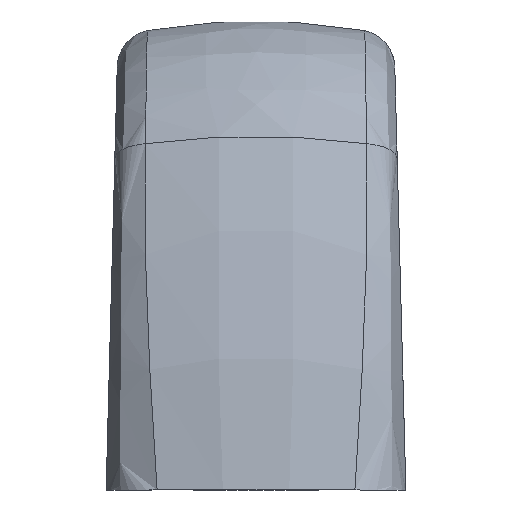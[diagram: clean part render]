
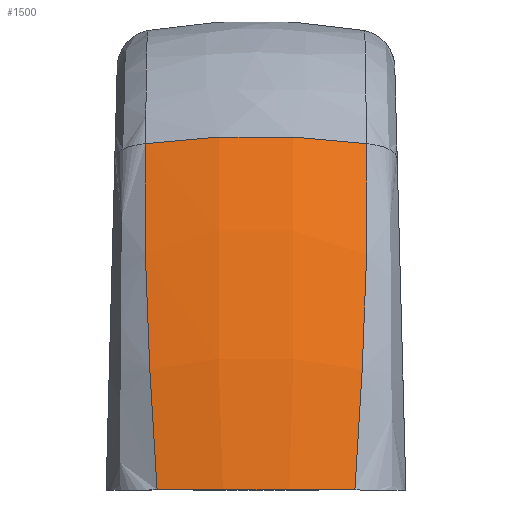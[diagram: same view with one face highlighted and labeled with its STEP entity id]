
A CAD part, left-side view. The second image highlights one B-rep face of the part: STEP entity #1500.
In plain terms, the highlighted free-form (B-spline) face has degree [3, 3] with [4, 6] control points.
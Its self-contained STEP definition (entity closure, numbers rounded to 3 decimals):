
#22=(
BOUNDED_SURFACE()
B_SPLINE_SURFACE(3,3,((#2127,#2128,#2129,#2130,#2131,#2132),(#2133,#2134,
#2135,#2136,#2137,#2138),(#2139,#2140,#2141,#2142,#2143,#2144),(#2145,#2146,
#2147,#2148,#2149,#2150)),.UNSPECIFIED.,.F.,.F.,.F.)
B_SPLINE_SURFACE_WITH_KNOTS((4,4),(4,2,4),(0.129,0.871),
(0.,0.5,0.695),.UNSPECIFIED.)
GEOMETRIC_REPRESENTATION_ITEM()
RATIONAL_B_SPLINE_SURFACE(((0.988,0.988,0.988,
0.988,0.988,0.988),(0.967,
0.967,0.967,0.967,0.967,0.967),
(0.967,0.967,0.967,0.967,
0.967,0.967),(0.988,0.988,
0.988,0.988,0.988,0.988)))
REPRESENTATION_ITEM('')
SURFACE()
);
#168=B_SPLINE_CURVE_WITH_KNOTS('',3,(#2154,#2155,#2156,#2157,#2158,#2159,
#2160,#2161,#2162,#2163,#2164,#2165,#2166,#2167,#2168,#2169,#2170,#2171,
#2172,#2173,#2174,#2175,#2176,#2177,#2178,#2179,#2180,#2181),
 .UNSPECIFIED.,.F.,.F.,(4,1,1,1,1,1,1,1,1,1,1,1,1,1,1,1,1,1,1,1,1,1,1,1,
1,4),(0.,0.063,0.125,0.188,0.219,0.234,0.25,0.266,0.281,0.313,
0.375,0.438,0.469,0.484,0.5,0.516,0.531,0.563,0.625,0.688,
0.719,0.75,0.781,0.813,0.875,1.),.UNSPECIFIED.);
#169=B_SPLINE_CURVE_WITH_KNOTS('',3,(#2183,#2184,#2185,#2186,#2187),
 .UNSPECIFIED.,.F.,.F.,(4,1,4),(0.002,0.011,
0.02),.UNSPECIFIED.);
#170=B_SPLINE_CURVE_WITH_KNOTS('',3,(#2189,#2190,#2191,#2192,#2193,#2194,
#2195,#2196,#2197,#2198,#2199,#2200,#2201,#2202,#2203,#2204,#2205,#2206,
#2207,#2208,#2209,#2210,#2211,#2212,#2213,#2214,#2215,#2216),
 .UNSPECIFIED.,.F.,.F.,(4,1,1,1,1,1,1,1,1,1,1,1,1,1,1,1,1,1,1,1,1,1,1,1,
1,4),(0.,0.125,0.188,0.219,0.25,0.281,0.313,0.375,0.438,0.469,
0.484,0.5,0.516,0.531,0.563,0.625,0.688,0.719,0.734,0.75,
0.766,0.781,0.813,0.875,0.938,1.),.UNSPECIFIED.);
#308=ORIENTED_EDGE('',*,*,#610,.T.);
#309=ORIENTED_EDGE('',*,*,#611,.T.);
#310=ORIENTED_EDGE('',*,*,#612,.T.);
#311=ORIENTED_EDGE('',*,*,#613,.T.);
#610=EDGE_CURVE('',#763,#764,#803,.T.);
#611=EDGE_CURVE('',#764,#765,#168,.T.);
#612=EDGE_CURVE('',#765,#766,#169,.T.);
#613=EDGE_CURVE('',#766,#763,#170,.T.);
#763=VERTEX_POINT('',#2152);
#764=VERTEX_POINT('',#2153);
#765=VERTEX_POINT('',#2182);
#766=VERTEX_POINT('',#2188);
#803=CIRCLE('',#1588,35.);
#849=EDGE_LOOP('',(#308,#309,#310,#311));
#928=FACE_BOUND('',#849,.T.);
#1500=ADVANCED_FACE('',(#928),#22,.T.);
#1588=AXIS2_PLACEMENT_3D('',#2151,#1709,#1710);
#1709=DIRECTION('',(0.,0.,1.));
#1710=DIRECTION('',(1.,0.,0.));
#2127=CARTESIAN_POINT('',(-54.415,8.645,0.));
#2128=CARTESIAN_POINT('',(-53.676,8.645,6.697));
#2129=CARTESIAN_POINT('',(-52.172,8.645,13.309));
#2130=CARTESIAN_POINT('',(-49.075,8.645,22.143));
#2131=CARTESIAN_POINT('',(-48.096,8.645,24.581));
#2132=CARTESIAN_POINT('',(-47.012,8.645,26.97));
#2133=CARTESIAN_POINT('',(-55.869,2.943,0.));
#2134=CARTESIAN_POINT('',(-55.13,2.943,6.807));
#2135=CARTESIAN_POINT('',(-53.613,2.943,13.529));
#2136=CARTESIAN_POINT('',(-50.481,2.943,22.512));
#2137=CARTESIAN_POINT('',(-49.491,2.943,24.991));
#2138=CARTESIAN_POINT('',(-48.394,2.943,27.422));
#2139=CARTESIAN_POINT('',(-55.869,-2.942,0.));
#2140=CARTESIAN_POINT('',(-55.13,-2.942,6.807));
#2141=CARTESIAN_POINT('',(-53.614,-2.942,13.529));
#2142=CARTESIAN_POINT('',(-50.481,-2.942,22.512));
#2143=CARTESIAN_POINT('',(-49.491,-2.942,24.991));
#2144=CARTESIAN_POINT('',(-48.394,-2.942,27.422));
#2145=CARTESIAN_POINT('',(-54.415,-8.645,0.));
#2146=CARTESIAN_POINT('',(-53.676,-8.645,6.697));
#2147=CARTESIAN_POINT('',(-52.172,-8.645,13.309));
#2148=CARTESIAN_POINT('',(-49.075,-8.645,22.143));
#2149=CARTESIAN_POINT('',(-48.096,-8.645,24.581));
#2150=CARTESIAN_POINT('',(-47.012,-8.645,26.97));
#2151=CARTESIAN_POINT('',(-20.5,0.,0.));
#2152=CARTESIAN_POINT('',(-54.667,7.59,0.));
#2153=CARTESIAN_POINT('',(-54.667,-7.59,0.));
#2154=CARTESIAN_POINT('',(-54.667,-7.59,0.));
#2155=CARTESIAN_POINT('',(-54.585,-7.633,0.654));
#2156=CARTESIAN_POINT('',(-54.413,-7.716,1.921));
#2157=CARTESIAN_POINT('',(-54.134,-7.828,3.695));
#2158=CARTESIAN_POINT('',(-53.889,-7.912,5.074));
#2159=CARTESIAN_POINT('',(-53.717,-7.966,5.976));
#2160=CARTESIAN_POINT('',(-53.616,-7.996,6.491));
#2161=CARTESIAN_POINT('',(-53.548,-8.016,6.826));
#2162=CARTESIAN_POINT('',(-53.446,-8.044,7.321));
#2163=CARTESIAN_POINT('',(-53.32,-8.077,7.916));
#2164=CARTESIAN_POINT('',(-53.09,-8.135,8.966));
#2165=CARTESIAN_POINT('',(-52.754,-8.209,10.398));
#2166=CARTESIAN_POINT('',(-52.405,-8.273,11.768));
#2167=CARTESIAN_POINT('',(-52.159,-8.313,12.684));
#2168=CARTESIAN_POINT('',(-52.016,-8.335,13.206));
#2169=CARTESIAN_POINT('',(-51.915,-8.35,13.566));
#2170=CARTESIAN_POINT('',(-51.785,-8.368,14.024));
#2171=CARTESIAN_POINT('',(-51.62,-8.389,14.595));
#2172=CARTESIAN_POINT('',(-51.322,-8.424,15.598));
#2173=CARTESIAN_POINT('',(-50.887,-8.466,16.991));
#2174=CARTESIAN_POINT('',(-50.44,-8.497,18.336));
#2175=CARTESIAN_POINT('',(-50.072,-8.516,19.399));
#2176=CARTESIAN_POINT('',(-49.806,-8.526,20.148));
#2177=CARTESIAN_POINT('',(-49.488,-8.535,21.019));
#2178=CARTESIAN_POINT('',(-49.075,-8.54,22.117));
#2179=CARTESIAN_POINT('',(-48.331,-8.536,24.019));
#2180=CARTESIAN_POINT('',(-47.677,-8.51,25.57));
#2181=CARTESIAN_POINT('',(-47.236,-8.482,26.574));
#2182=CARTESIAN_POINT('',(-47.236,-8.482,26.574));
#2183=CARTESIAN_POINT('',(-47.236,-8.482,26.574));
#2184=CARTESIAN_POINT('',(-47.821,-5.701,26.956));
#2185=CARTESIAN_POINT('',(-48.404,-0.009,27.349));
#2186=CARTESIAN_POINT('',(-47.822,5.699,26.956));
#2187=CARTESIAN_POINT('',(-47.236,8.482,26.574));
#2188=CARTESIAN_POINT('',(-47.236,8.482,26.574));
#2189=CARTESIAN_POINT('',(-47.236,8.482,26.574));
#2190=CARTESIAN_POINT('',(-47.679,8.51,25.567));
#2191=CARTESIAN_POINT('',(-48.334,8.537,24.013));
#2192=CARTESIAN_POINT('',(-49.078,8.54,22.11));
#2193=CARTESIAN_POINT('',(-49.49,8.535,21.012));
#2194=CARTESIAN_POINT('',(-49.809,8.526,20.14));
#2195=CARTESIAN_POINT('',(-50.072,8.516,19.398));
#2196=CARTESIAN_POINT('',(-50.439,8.497,18.339));
#2197=CARTESIAN_POINT('',(-50.885,8.466,16.997));
#2198=CARTESIAN_POINT('',(-51.32,8.424,15.603));
#2199=CARTESIAN_POINT('',(-51.619,8.389,14.597));
#2200=CARTESIAN_POINT('',(-51.785,8.368,14.024));
#2201=CARTESIAN_POINT('',(-51.915,8.35,13.565));
#2202=CARTESIAN_POINT('',(-52.017,8.335,13.202));
#2203=CARTESIAN_POINT('',(-52.161,8.313,12.677));
#2204=CARTESIAN_POINT('',(-52.408,8.273,11.757));
#2205=CARTESIAN_POINT('',(-52.757,8.208,10.384));
#2206=CARTESIAN_POINT('',(-53.093,8.134,8.954));
#2207=CARTESIAN_POINT('',(-53.322,8.077,7.907));
#2208=CARTESIAN_POINT('',(-53.448,8.044,7.315));
#2209=CARTESIAN_POINT('',(-53.549,8.016,6.82));
#2210=CARTESIAN_POINT('',(-53.615,7.997,6.494));
#2211=CARTESIAN_POINT('',(-53.715,7.967,5.986));
#2212=CARTESIAN_POINT('',(-53.885,7.914,5.096));
#2213=CARTESIAN_POINT('',(-54.129,7.83,3.723));
#2214=CARTESIAN_POINT('',(-54.41,7.717,1.943));
#2215=CARTESIAN_POINT('',(-54.584,7.634,0.663));
#2216=CARTESIAN_POINT('',(-54.667,7.59,0.));
